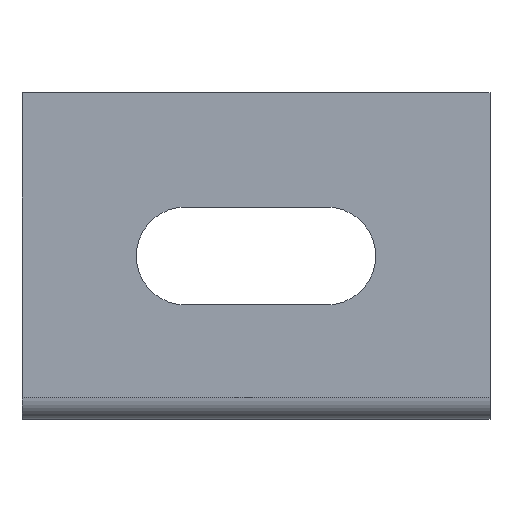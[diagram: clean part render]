
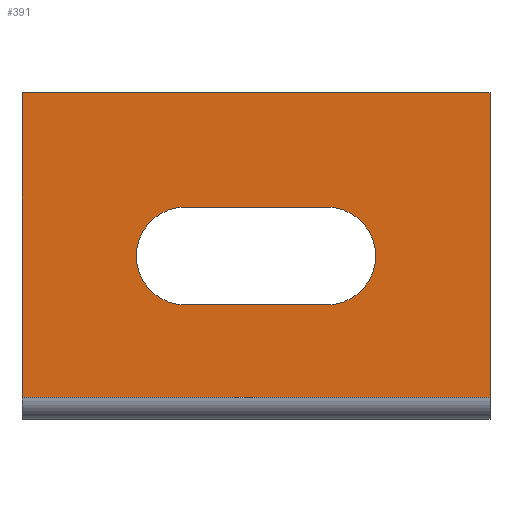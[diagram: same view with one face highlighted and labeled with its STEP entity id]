
A CAD part, front view. The second image highlights one B-rep face of the part: STEP entity #391.
In plain terms, the highlighted planar face has unit normal (0, -1, 0).
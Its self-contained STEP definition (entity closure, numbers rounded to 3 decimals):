
#15=FACE_BOUND('',#70,.T.);
#22=CIRCLE('',#424,4.5);
#24=CIRCLE('',#428,4.5);
#49=FACE_OUTER_BOUND('',#69,.T.);
#69=EDGE_LOOP('',(#302,#303,#304,#305));
#70=EDGE_LOOP('',(#306,#307,#308,#309));
#87=LINE('',#569,#129);
#92=LINE('',#582,#134);
#101=LINE('',#615,#143);
#103=LINE('',#621,#145);
#109=LINE('',#633,#151);
#110=LINE('',#634,#152);
#129=VECTOR('',#459,10.);
#134=VECTOR('',#472,10.);
#143=VECTOR('',#507,10.);
#145=VECTOR('',#513,10.);
#151=VECTOR('',#521,10.);
#152=VECTOR('',#522,10.);
#171=VERTEX_POINT('',#566);
#172=VERTEX_POINT('',#568);
#174=VERTEX_POINT('',#574);
#176=VERTEX_POINT('',#580);
#186=VERTEX_POINT('',#612);
#187=VERTEX_POINT('',#614);
#189=VERTEX_POINT('',#620);
#194=VERTEX_POINT('',#632);
#207=EDGE_CURVE('',#172,#171,#87,.T.);
#211=EDGE_CURVE('',#171,#174,#22,.T.);
#214=EDGE_CURVE('',#174,#176,#92,.T.);
#216=EDGE_CURVE('',#176,#172,#24,.T.);
#230=EDGE_CURVE('',#186,#187,#101,.T.);
#233=EDGE_CURVE('',#187,#189,#103,.T.);
#239=EDGE_CURVE('',#186,#194,#109,.T.);
#240=EDGE_CURVE('',#189,#194,#110,.T.);
#302=ORIENTED_EDGE('',*,*,#230,.F.);
#303=ORIENTED_EDGE('',*,*,#239,.T.);
#304=ORIENTED_EDGE('',*,*,#240,.F.);
#305=ORIENTED_EDGE('',*,*,#233,.F.);
#306=ORIENTED_EDGE('',*,*,#207,.T.);
#307=ORIENTED_EDGE('',*,*,#211,.T.);
#308=ORIENTED_EDGE('',*,*,#214,.T.);
#309=ORIENTED_EDGE('',*,*,#216,.T.);
#372=PLANE('',#441);
#391=ADVANCED_FACE('',(#49,#15),#372,.T.);
#424=AXIS2_PLACEMENT_3D('',#576,#466,#467);
#428=AXIS2_PLACEMENT_3D('',#585,#477,#478);
#441=AXIS2_PLACEMENT_3D('',#631,#519,#520);
#459=DIRECTION('',(-1.,0.,0.));
#466=DIRECTION('center_axis',(0.,1.,0.));
#467=DIRECTION('ref_axis',(0.,0.,-1.));
#472=DIRECTION('',(1.,0.,0.));
#477=DIRECTION('center_axis',(0.,1.,0.));
#478=DIRECTION('ref_axis',(0.,0.,1.));
#507=DIRECTION('',(-1.,0.,0.));
#513=DIRECTION('',(0.,0.,1.));
#519=DIRECTION('center_axis',(0.,-1.,0.));
#520=DIRECTION('ref_axis',(1.,0.,0.));
#521=DIRECTION('',(0.,0.,1.));
#522=DIRECTION('',(1.,0.,0.));
#566=CARTESIAN_POINT('',(27.551,-21.176,10.5));
#568=CARTESIAN_POINT('',(40.551,-21.176,10.5));
#569=CARTESIAN_POINT('',(20.051,-21.176,10.5));
#574=CARTESIAN_POINT('',(27.551,-21.176,19.5));
#576=CARTESIAN_POINT('Origin',(27.551,-21.176,15.));
#580=CARTESIAN_POINT('',(40.551,-21.176,19.5));
#582=CARTESIAN_POINT('',(26.551,-21.176,19.5));
#585=CARTESIAN_POINT('Origin',(40.551,-21.176,15.));
#612=CARTESIAN_POINT('',(55.551,-21.176,2.));
#614=CARTESIAN_POINT('',(12.551,-21.176,2.));
#615=CARTESIAN_POINT('',(23.301,-21.176,2.));
#620=CARTESIAN_POINT('',(12.551,-21.176,30.));
#621=CARTESIAN_POINT('',(12.551,-21.176,0.));
#631=CARTESIAN_POINT('Origin',(12.551,-21.176,0.));
#632=CARTESIAN_POINT('',(55.551,-21.176,30.));
#633=CARTESIAN_POINT('',(55.551,-21.176,0.));
#634=CARTESIAN_POINT('',(12.551,-21.176,30.));
